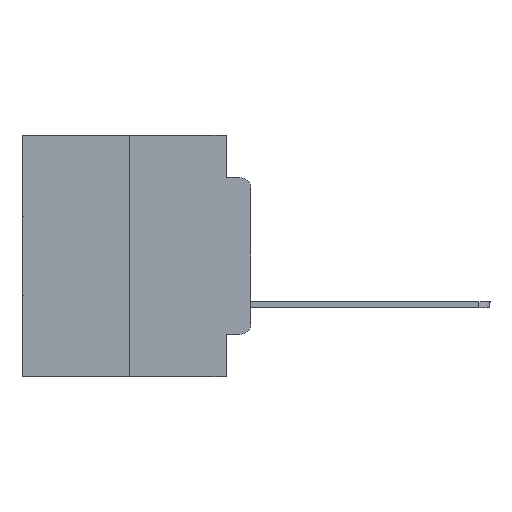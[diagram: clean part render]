
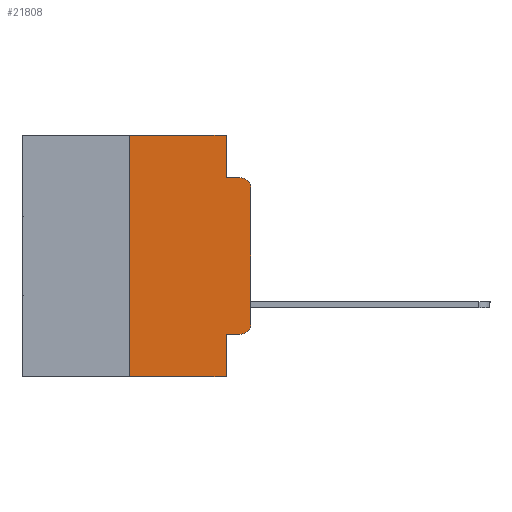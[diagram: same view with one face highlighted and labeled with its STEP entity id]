
A CAD part, left-side view. The second image highlights one B-rep face of the part: STEP entity #21808.
In plain terms, the highlighted planar face has unit normal (-1, 0, 0).
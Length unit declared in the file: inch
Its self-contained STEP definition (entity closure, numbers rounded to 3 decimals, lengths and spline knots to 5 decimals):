
#583 = LINE ( 'NONE', #9335, #9134 ) ;
#608 = LINE ( 'NONE', #7206, #11021 ) ;
#613 = DIRECTION ( 'NONE',  ( 0., 0., -1. ) ) ;
#796 = EDGE_CURVE ( 'NONE', #5827, #20918, #1048, .T. ) ;
#1048 = LINE ( 'NONE', #14227, #25938 ) ;
#1191 = VERTEX_POINT ( 'NONE', #7317 ) ;
#1711 = DIRECTION ( 'NONE',  ( 0., 0., -1. ) ) ;
#2243 = CARTESIAN_POINT ( 'NONE',  ( 0., 0.02, -0.4115 ) ) ;
#3418 = VECTOR ( 'NONE', #16833, 39.37008 ) ;
#3503 = DIRECTION ( 'NONE',  ( 0., 0., -1. ) ) ;
#3877 = CARTESIAN_POINT ( 'NONE',  ( 0., 0.473, -0.5 ) ) ;
#3914 = VERTEX_POINT ( 'NONE', #24783 ) ;
#4626 = CARTESIAN_POINT ( 'NONE',  ( 0., 0.25, 0. ) ) ;
#4841 = CARTESIAN_POINT ( 'NONE',  ( 0., 0.051, -0.4115 ) ) ;
#4902 = VERTEX_POINT ( 'NONE', #23969 ) ;
#5531 = FACE_OUTER_BOUND ( 'NONE', #26048, .T. ) ;
#5570 = CARTESIAN_POINT ( 'NONE',  ( 0., 0.02, -0.0885 ) ) ;
#5827 = VERTEX_POINT ( 'NONE', #4841 ) ;
#5893 = EDGE_CURVE ( 'NONE', #3914, #17367, #15944, .T. ) ;
#6937 = ORIENTED_EDGE ( 'NONE', *, *, #9389, .F. ) ;
#7206 = CARTESIAN_POINT ( 'NONE',  ( 0., 0.473, 0. ) ) ;
#7317 = CARTESIAN_POINT ( 'NONE',  ( 0., 0., -0.3915 ) ) ;
#8637 = CARTESIAN_POINT ( 'NONE',  ( 0., 0.051, -0.5 ) ) ;
#8708 = EDGE_CURVE ( 'NONE', #5827, #12543, #26434, .T. ) ;
#8981 = DIRECTION ( 'NONE',  ( -1., 0., 0. ) ) ;
#9121 = CARTESIAN_POINT ( 'NONE',  ( 0., 0.02, -0.1085 ) ) ;
#9134 = VECTOR ( 'NONE', #12045, 39.37008 ) ;
#9335 = CARTESIAN_POINT ( 'NONE',  ( 0., 0.051, -0.0885 ) ) ;
#9389 = EDGE_CURVE ( 'NONE', #14739, #4902, #608, .T. ) ;
#10202 = AXIS2_PLACEMENT_3D ( 'NONE', #26941, #11751, #26677 ) ;
#10358 = DIRECTION ( 'NONE',  ( 0., -1., 0. ) ) ;
#10964 = DIRECTION ( 'NONE',  ( 0., -1., 0. ) ) ;
#10966 = VECTOR ( 'NONE', #25230, 39.37008 ) ;
#11021 = VECTOR ( 'NONE', #10358, 39.37008 ) ;
#11089 = EDGE_CURVE ( 'NONE', #4902, #12816, #25649, .T. ) ;
#11381 = VERTEX_POINT ( 'NONE', #16299 ) ;
#11386 = CARTESIAN_POINT ( 'NONE',  ( 0., 0.051, -0.4115 ) ) ;
#11578 = DIRECTION ( 'NONE',  ( 0., 0., -1. ) ) ;
#11751 = DIRECTION ( 'NONE',  ( -1., 0., 0. ) ) ;
#12045 = DIRECTION ( 'NONE',  ( 0., -1., 0. ) ) ;
#12355 = VECTOR ( 'NONE', #1711, 39.37008 ) ;
#12543 = VERTEX_POINT ( 'NONE', #2243 ) ;
#12774 = ORIENTED_EDGE ( 'NONE', *, *, #22683, .F. ) ;
#12816 = VERTEX_POINT ( 'NONE', #23293 ) ;
#12904 = LINE ( 'NONE', #19214, #21121 ) ;
#13041 = DIRECTION ( 'NONE',  ( 0., 0., 1. ) ) ;
#13847 = EDGE_CURVE ( 'NONE', #11381, #14739, #12904, .T. ) ;
#14027 = ORIENTED_EDGE ( 'NONE', *, *, #5893, .T. ) ;
#14227 = CARTESIAN_POINT ( 'NONE',  ( 0., 0.051, 0. ) ) ;
#14423 = ORIENTED_EDGE ( 'NONE', *, *, #796, .F. ) ;
#14645 = VECTOR ( 'NONE', #10964, 39.37008 ) ;
#14739 = VERTEX_POINT ( 'NONE', #4626 ) ;
#15609 = AXIS2_PLACEMENT_3D ( 'NONE', #20416, #16134, #3503 ) ;
#15944 = CIRCLE ( 'NONE', #16872, 0.02 ) ;
#16134 = DIRECTION ( 'NONE',  ( 1., 0., 0. ) ) ;
#16299 = CARTESIAN_POINT ( 'NONE',  ( 0., 0.25, -0.5 ) ) ;
#16488 = LINE ( 'NONE', #3877, #10966 ) ;
#16513 = ORIENTED_EDGE ( 'NONE', *, *, #13847, .F. ) ;
#16746 = ORIENTED_EDGE ( 'NONE', *, *, #8708, .T. ) ;
#16807 = EDGE_CURVE ( 'NONE', #12543, #1191, #20232, .T. ) ;
#16833 = DIRECTION ( 'NONE',  ( 0., 0., 1. ) ) ;
#16872 = AXIS2_PLACEMENT_3D ( 'NONE', #9121, #8981, #11578 ) ;
#17367 = VERTEX_POINT ( 'NONE', #5570 ) ;
#18267 = PLANE ( 'NONE',  #15609 ) ;
#19214 = CARTESIAN_POINT ( 'NONE',  ( 0., 0.25, 0. ) ) ;
#20232 = CIRCLE ( 'NONE', #10202, 0.02 ) ;
#20416 = CARTESIAN_POINT ( 'NONE',  ( 0., 0.473, 0. ) ) ;
#20665 = EDGE_CURVE ( 'NONE', #1191, #3914, #27720, .T. ) ;
#20758 = ORIENTED_EDGE ( 'NONE', *, *, #16807, .T. ) ;
#20918 = VERTEX_POINT ( 'NONE', #8637 ) ;
#21121 = VECTOR ( 'NONE', #13041, 39.37008 ) ;
#21808 = ADVANCED_FACE ( 'NONE', ( #5531 ), #18267, .F. ) ;
#22204 = ORIENTED_EDGE ( 'NONE', *, *, #11089, .F. ) ;
#22237 = ORIENTED_EDGE ( 'NONE', *, *, #20665, .T. ) ;
#22683 = EDGE_CURVE ( 'NONE', #12816, #17367, #583, .T. ) ;
#22835 = EDGE_CURVE ( 'NONE', #11381, #20918, #16488, .T. ) ;
#23293 = CARTESIAN_POINT ( 'NONE',  ( 0., 0.051, -0.0885 ) ) ;
#23880 = ORIENTED_EDGE ( 'NONE', *, *, #22835, .T. ) ;
#23969 = CARTESIAN_POINT ( 'NONE',  ( 0., 0.051, 0. ) ) ;
#24783 = CARTESIAN_POINT ( 'NONE',  ( 0., 0., -0.1085 ) ) ;
#25230 = DIRECTION ( 'NONE',  ( 0., -1., 0. ) ) ;
#25502 = CARTESIAN_POINT ( 'NONE',  ( 0., 0.051, 0. ) ) ;
#25574 = CARTESIAN_POINT ( 'NONE',  ( 0., 0., 0. ) ) ;
#25649 = LINE ( 'NONE', #25502, #12355 ) ;
#25938 = VECTOR ( 'NONE', #613, 39.37008 ) ;
#26048 = EDGE_LOOP ( 'NONE', ( #22237, #14027, #12774, #22204, #6937, #16513, #23880, #14423, #16746, #20758 ) ) ;
#26434 = LINE ( 'NONE', #11386, #14645 ) ;
#26677 = DIRECTION ( 'NONE',  ( 0., 0., -1. ) ) ;
#26941 = CARTESIAN_POINT ( 'NONE',  ( 0., 0.02, -0.3915 ) ) ;
#27720 = LINE ( 'NONE', #25574, #3418 ) ;
